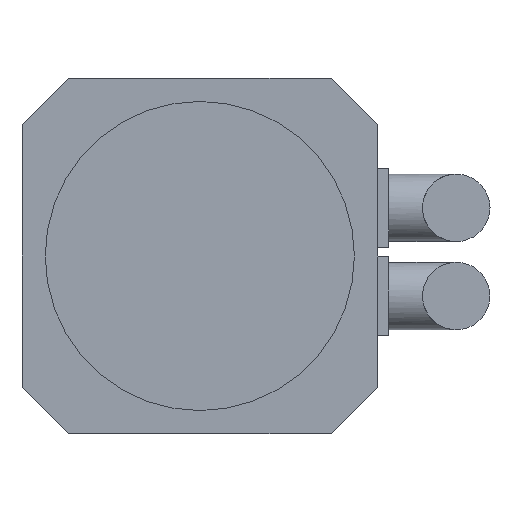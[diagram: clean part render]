
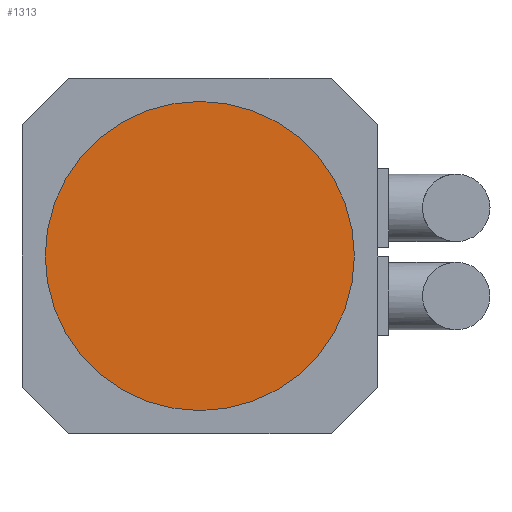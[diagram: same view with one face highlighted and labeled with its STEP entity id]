
A CAD part, left-side view. The second image highlights one B-rep face of the part: STEP entity #1313.
In plain terms, the highlighted planar face has unit normal (-1, 0, 0).
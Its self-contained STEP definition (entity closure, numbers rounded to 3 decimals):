
#89 = DIRECTION ( 'NONE',  ( 0., 0., 1. ) ) ;
#112 = DIRECTION ( 'NONE',  ( 0., -1., 0. ) ) ;
#167 = DIRECTION ( 'NONE',  ( -1., 0., 0. ) ) ;
#252 = EDGE_CURVE ( 'NONE', #2306, #1268, #1412, .T. ) ;
#293 = AXIS2_PLACEMENT_3D ( 'NONE', #500, #825, #112 ) ;
#301 = DIRECTION ( 'NONE',  ( -1., 0., 0. ) ) ;
#413 = ORIENTED_EDGE ( 'NONE', *, *, #1732, .T. ) ;
#500 = CARTESIAN_POINT ( 'NONE',  ( -11., 1213.033, -278.033 ) ) ;
#573 = CIRCLE ( 'NONE', #690, 55. ) ;
#690 = AXIS2_PLACEMENT_3D ( 'NONE', #1178, #301, #89 ) ;
#825 = DIRECTION ( 'NONE',  ( -1., 0., 0. ) ) ;
#1178 = CARTESIAN_POINT ( 'NONE',  ( -11., 1155.833, -220.833 ) ) ;
#1268 = VERTEX_POINT ( 'NONE', #2239 ) ;
#1313 = ADVANCED_FACE ( 'NONE', ( #1891 ), #1565, .T. ) ;
#1412 = CIRCLE ( 'NONE', #1712, 55. ) ;
#1565 = PLANE ( 'NONE',  #293 ) ;
#1628 = CARTESIAN_POINT ( 'NONE',  ( -11., 1155.833, -275.833 ) ) ;
#1653 = EDGE_LOOP ( 'NONE', ( #413, #2030 ) ) ;
#1712 = AXIS2_PLACEMENT_3D ( 'NONE', #1975, #167, #2288 ) ;
#1732 = EDGE_CURVE ( 'NONE', #1268, #2306, #573, .T. ) ;
#1891 = FACE_OUTER_BOUND ( 'NONE', #1653, .T. ) ;
#1975 = CARTESIAN_POINT ( 'NONE',  ( -11., 1155.833, -220.833 ) ) ;
#2030 = ORIENTED_EDGE ( 'NONE', *, *, #252, .T. ) ;
#2239 = CARTESIAN_POINT ( 'NONE',  ( -11., 1155.833, -165.833 ) ) ;
#2288 = DIRECTION ( 'NONE',  ( 0., 0., 1. ) ) ;
#2306 = VERTEX_POINT ( 'NONE', #1628 ) ;
